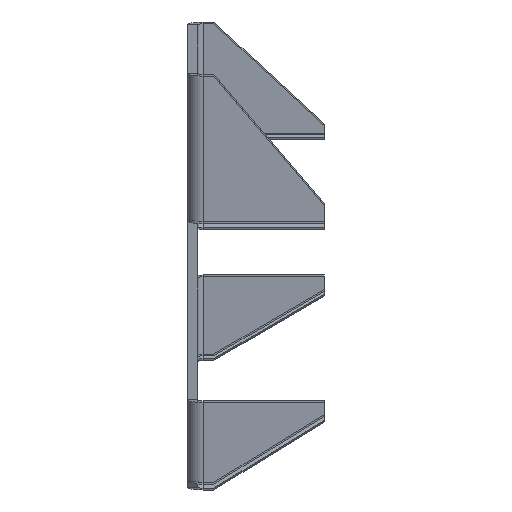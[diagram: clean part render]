
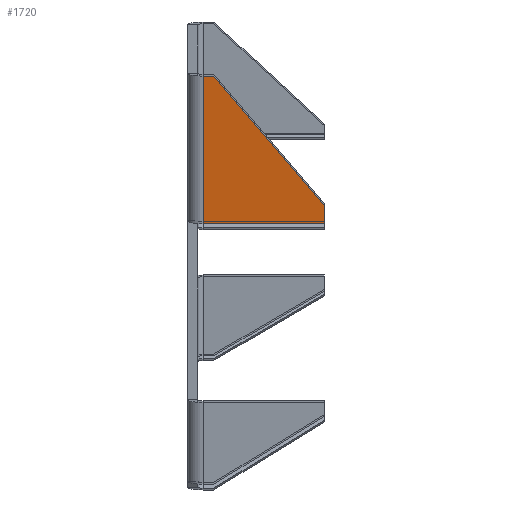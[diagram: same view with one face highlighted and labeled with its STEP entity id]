
A CAD part, top view. The second image highlights one B-rep face of the part: STEP entity #1720.
In plain terms, the highlighted planar face has unit normal (0, -0.174, 0.985).
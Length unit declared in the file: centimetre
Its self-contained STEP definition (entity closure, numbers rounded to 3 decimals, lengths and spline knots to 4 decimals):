
#100=FACE_OUTER_BOUND('',#216,.T.);
#216=EDGE_LOOP('',(#1255,#1256,#1257,#1258,#1259));
#365=LINE('',#2618,#557);
#373=LINE('',#2637,#565);
#376=LINE('',#2641,#568);
#377=LINE('',#2643,#569);
#378=LINE('',#2644,#570);
#557=VECTOR('',#2096,4.3374);
#565=VECTOR('',#2114,4.9679);
#568=VECTOR('',#2119,0.3102);
#569=VECTOR('',#2120,3.5102);
#570=VECTOR('',#2121,0.5374);
#793=VERTEX_POINT('',#2610);
#795=VERTEX_POINT('',#2616);
#800=VERTEX_POINT('',#2635);
#801=VERTEX_POINT('',#2636);
#802=VERTEX_POINT('',#2642);
#959=EDGE_CURVE('',#793,#795,#365,.T.);
#968=EDGE_CURVE('',#800,#801,#373,.T.);
#971=EDGE_CURVE('',#793,#800,#376,.T.);
#972=EDGE_CURVE('',#802,#795,#377,.T.);
#973=EDGE_CURVE('',#801,#802,#378,.T.);
#1255=ORIENTED_EDGE('',*,*,#968,.F.);
#1256=ORIENTED_EDGE('',*,*,#971,.F.);
#1257=ORIENTED_EDGE('',*,*,#959,.T.);
#1258=ORIENTED_EDGE('',*,*,#972,.F.);
#1259=ORIENTED_EDGE('',*,*,#973,.F.);
#1631=PLANE('',#1851);
#1720=ADVANCED_FACE('',(#100),#1631,.T.);
#1851=AXIS2_PLACEMENT_3D('',#2640,#2117,#2118);
#2096=DIRECTION('',(0.,-0.985,-0.174));
#2114=DIRECTION('',(0.644,-0.753,-0.133));
#2117=DIRECTION('center_axis',(0.,-0.174,0.985));
#2118=DIRECTION('ref_axis',(0.,-0.985,-0.174));
#2119=DIRECTION('',(1.,0.,0.));
#2120=DIRECTION('',(-1.,0.,0.));
#2121=DIRECTION('',(0.,-0.985,-0.174));
#2610=CARTESIAN_POINT('',(54.2698,55.7297,49.7449));
#2616=CARTESIAN_POINT('',(54.2698,51.4587,48.9891));
#2618=CARTESIAN_POINT('',(54.2698,55.7297,49.7449));
#2635=CARTESIAN_POINT('',(54.58,55.7297,49.7449));
#2636=CARTESIAN_POINT('',(57.78,51.9878,49.0827));
#2637=CARTESIAN_POINT('',(54.58,55.7297,49.7449));
#2640=CARTESIAN_POINT('Origin',(53.8198,46.724,48.1513));
#2641=CARTESIAN_POINT('',(54.2698,55.7297,49.7449));
#2642=CARTESIAN_POINT('',(57.78,51.4587,48.9891));
#2643=CARTESIAN_POINT('',(57.78,51.4587,48.9891));
#2644=CARTESIAN_POINT('',(57.78,51.9878,49.0827));
